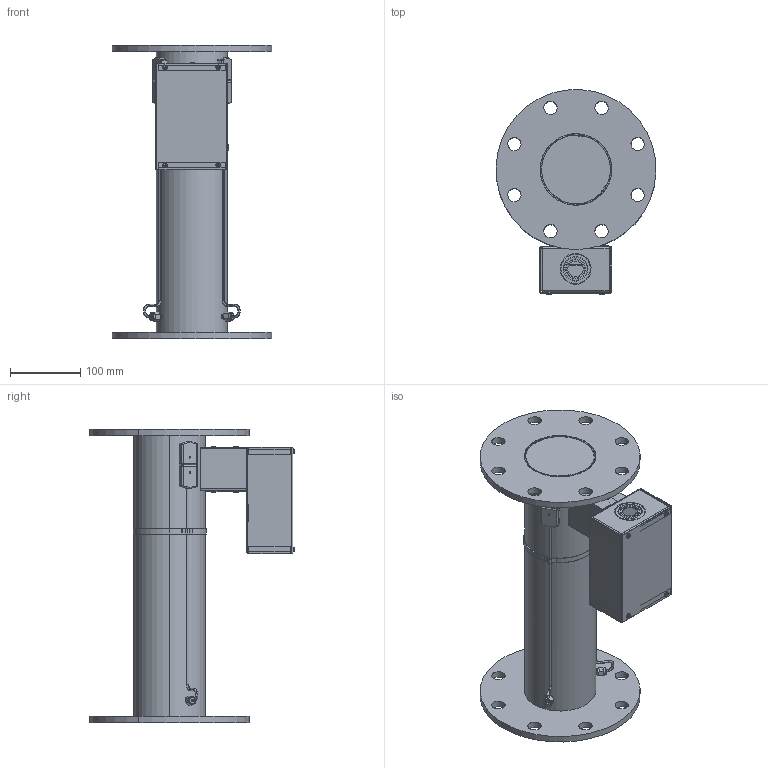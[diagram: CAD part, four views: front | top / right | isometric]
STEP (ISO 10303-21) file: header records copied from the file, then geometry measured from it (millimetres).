
FILE_DESCRIPTION (( 'STEP AP203' ), '1' );
FILE_NAME ('FT400 SHORT FL1-FL1-TF2 SEP2017 203.STEP', '2017-09-01T15:03:59', ( '' ), ( '' ), 'SwSTEP 2.0', 'SolidWorks 2017', '' );
FILE_SCHEMA (( 'CONFIG_CONTROL_DESIGN' ));
Length unit declared in the file: inch
Products named in the file (1): FT400 SHORT FL1-FL1-TF2 SEP2017 203
Bounding box: 228.38 x 292.44 x 419.1 mm (x, y, z)
Volume: 1071160.2 mm3; surface area: 678919.7 mm2
Topology: 42 solids, 42 shells, 1383 faces, 3496 edges, 2194 vertices
Faces by surface type: cylinder 621, plane 448, cone 218, bspline 88, torus 8
Entity records: 44858 total; most frequent: CARTESIAN_POINT 11321, DIRECTION 7166, ORIENTED_EDGE 6928, EDGE_CURVE 3464, AXIS2_PLACEMENT_3D 2770, VERTEX_POINT 2194, LINE 1626, VECTOR 1626
